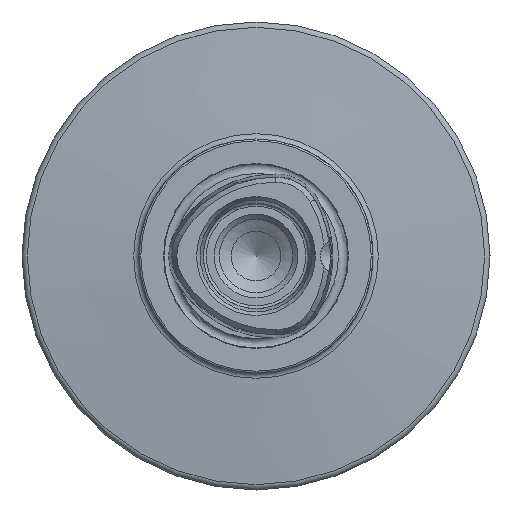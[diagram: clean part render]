
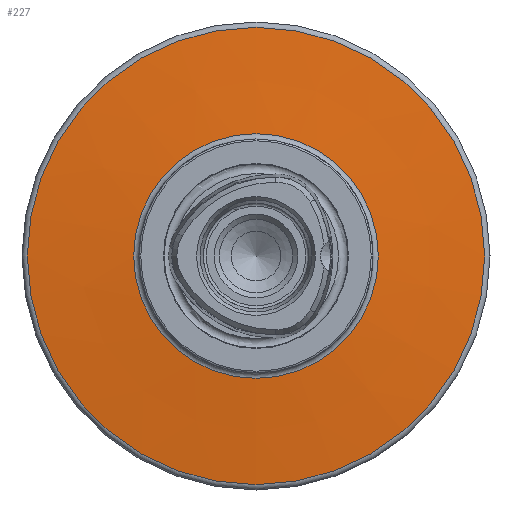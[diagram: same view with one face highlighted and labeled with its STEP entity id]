
A CAD part, left-side view. The second image highlights one B-rep face of the part: STEP entity #227.
In plain terms, the highlighted conical face has half-angle 85 degrees and reference radius 39.087 mm.
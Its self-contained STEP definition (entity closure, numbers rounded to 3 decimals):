
#24 = CIRCLE ( 'NONE', #109, 20.913 ) ;
#61 = EDGE_CURVE ( 'NONE', #1484, #1484, #24, .T. ) ;
#109 = AXIS2_PLACEMENT_3D ( 'NONE', #1311, #2810, #2577 ) ;
#227 = ADVANCED_FACE ( 'NONE', ( #2492, #1424 ), #1312, .T. ) ;
#380 = DIRECTION ( 'NONE',  ( 0., 0., -1. ) ) ;
#401 = EDGE_CURVE ( 'NONE', #1441, #1441, #841, .T. ) ;
#475 = DIRECTION ( 'NONE',  ( 1., 0., 0. ) ) ;
#618 = EDGE_LOOP ( 'NONE', ( #1932 ) ) ;
#757 = ORIENTED_EDGE ( 'NONE', *, *, #401, .F. ) ;
#759 = CARTESIAN_POINT ( 'NONE',  ( 20.996, 0., -20.913 ) ) ;
#841 = CIRCLE ( 'NONE', #3074, 39.087 ) ;
#1200 = DIRECTION ( 'NONE',  ( 0., 0., -1. ) ) ;
#1311 = CARTESIAN_POINT ( 'NONE',  ( 20.996, 0., 0. ) ) ;
#1312 = CONICAL_SURFACE ( 'NONE', #1448, 39.087, 1.484 ) ;
#1424 = FACE_OUTER_BOUND ( 'NONE', #2800, .T. ) ;
#1441 = VERTEX_POINT ( 'NONE', #2013 ) ;
#1448 = AXIS2_PLACEMENT_3D ( 'NONE', #2100, #1625, #380 ) ;
#1484 = VERTEX_POINT ( 'NONE', #759 ) ;
#1625 = DIRECTION ( 'NONE',  ( 1., 0., 0. ) ) ;
#1932 = ORIENTED_EDGE ( 'NONE', *, *, #61, .T. ) ;
#2013 = CARTESIAN_POINT ( 'NONE',  ( 22.586, 0., -39.087 ) ) ;
#2100 = CARTESIAN_POINT ( 'NONE',  ( 22.586, 0., 0. ) ) ;
#2408 = CARTESIAN_POINT ( 'NONE',  ( 22.586, 0., 0. ) ) ;
#2492 = FACE_BOUND ( 'NONE', #618, .T. ) ;
#2577 = DIRECTION ( 'NONE',  ( 0., 0., -1. ) ) ;
#2800 = EDGE_LOOP ( 'NONE', ( #757 ) ) ;
#2810 = DIRECTION ( 'NONE',  ( 1., 0., 0. ) ) ;
#3074 = AXIS2_PLACEMENT_3D ( 'NONE', #2408, #475, #1200 ) ;
